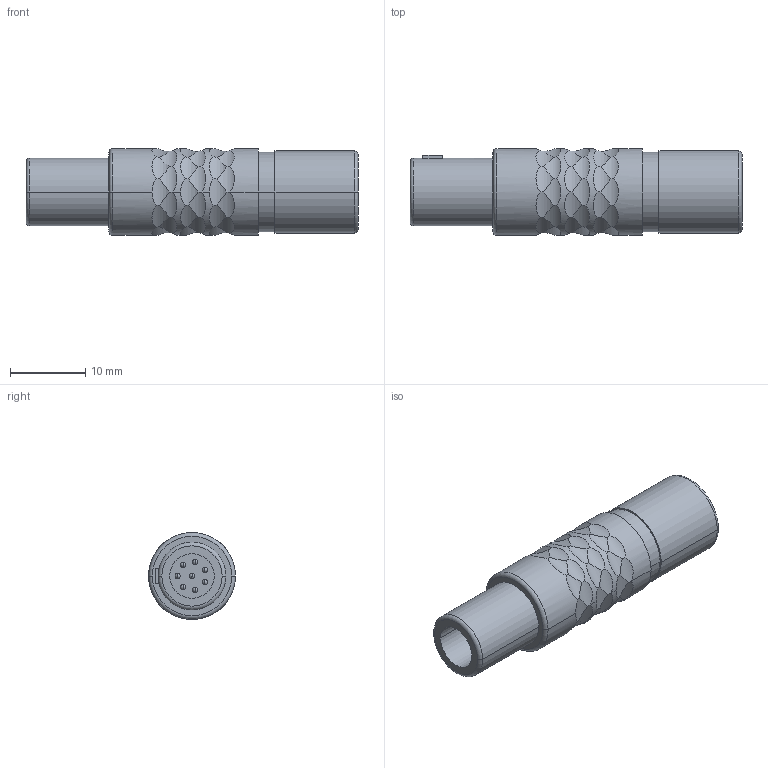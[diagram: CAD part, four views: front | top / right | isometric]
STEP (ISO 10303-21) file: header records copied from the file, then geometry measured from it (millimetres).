
FILE_DESCRIPTION((''),'2;1');
FILE_NAME('S11L0C-P08M','2022-03-29T15:58:15',('RTrager'),(''),'CREO PARAMETRIC BY PTC INC, 2020184','CREO PARAMETRIC BY PTC INC, 2020184','');
FILE_SCHEMA(('AP242_MANAGED_MODEL_BASED_3D_ENGINEERING_MIM_LF { 1 0 10303 442 1 1 4 }'));
Length unit declared in the file: millimetre
Products named in the file (1): S11L0C-P08M
Bounding box: 44 x 11.5 x 11.5 mm (x, y, z)
Volume: 3025.8 mm3; surface area: 2508.4 mm2
Topology: 1 solids, 1 shells, 220 faces, 573 edges, 362 vertices
Faces by surface type: cylinder 147, plane 36, sphere 16, torus 13, bspline 8
Entity records: 11502 total; most frequent: CARTESIAN_POINT 4956, ORIENTED_EDGE 1114, DIRECTION 939, EDGE_CURVE 557, AXIS2_PLACEMENT_3D 400, VERTEX_POINT 362, EDGE_LOOP 243, B_SPLINE_CURVE_WITH_KNOTS 230
